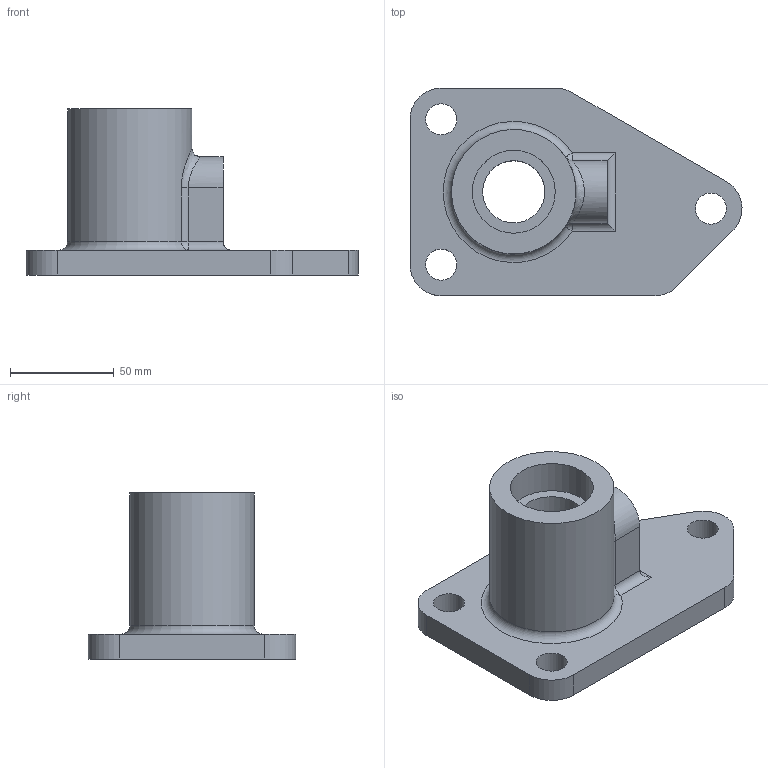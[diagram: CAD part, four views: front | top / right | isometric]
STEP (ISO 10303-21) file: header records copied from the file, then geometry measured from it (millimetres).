
FILE_DESCRIPTION(/* description */ (''),/* implementation_level */ '2;1');
FILE_NAME(/* name */ 'Part 006.stp',/* time_stamp */ '2015-02-19T14:19:15+02:00',/* author */ ('SFC'),/* organization */ (''),/* preprocessor_version */ 'ST-DEVELOPER v15.2',/* originating_system */ 'Autodesk Inventor 2014',/* authorisation */ '');
FILE_SCHEMA (('AUTOMOTIVE_DESIGN { 1 0 10303 214 3 1 1 }'));
Length unit declared in the file: millimetre
Products named in the file (1): Part 006
Bounding box: 159.98 x 100 x 80 mm (x, y, z)
Volume: 293242.9 mm3; surface area: 53817.3 mm2
Topology: 1 solids, 1 shells, 34 faces, 80 edges, 50 vertices
Faces by surface type: cylinder 18, plane 12, sphere 2, torus 1, bspline 1
Full cylindrical faces by diameter (mm): 15 x3, 16 x1, 30 x1, 40 x1, 60 x1
Entity records: 1100 total; most frequent: CARTESIAN_POINT 270, DIRECTION 172, ORIENTED_EDGE 144, EDGE_CURVE 72, AXIS2_PLACEMENT_3D 69, EDGE_LOOP 53, VERTEX_POINT 49, LINE 34
